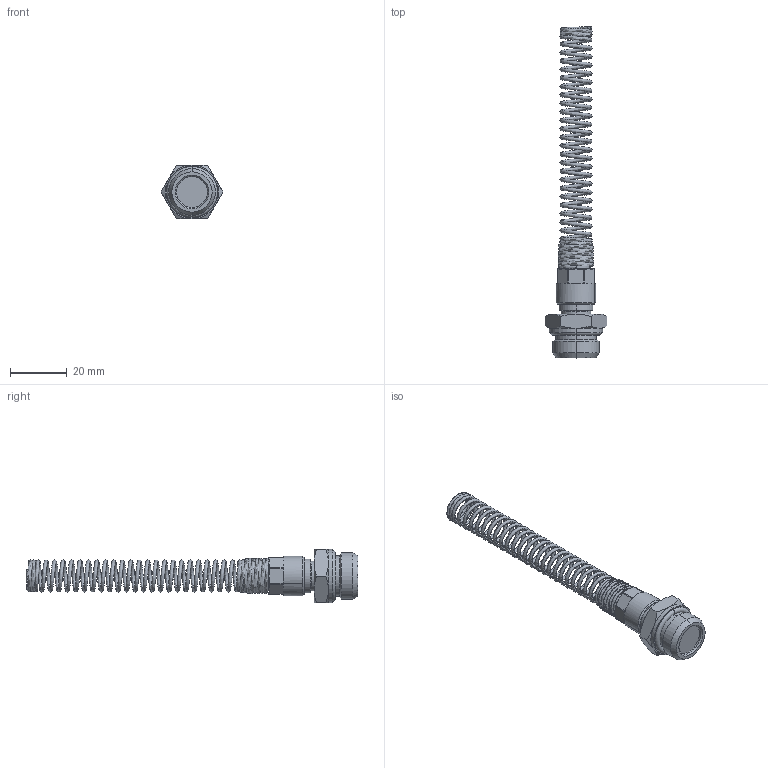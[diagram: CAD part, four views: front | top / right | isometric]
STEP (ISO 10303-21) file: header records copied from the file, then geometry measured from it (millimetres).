
FILE_DESCRIPTION (( 'STEP AP214' ), '1' );
FILE_NAME ('0102800007.step', '2012-09-28T13:20:33', ( '' ), ( '' ), 'SwSTEP 2.0', 'SolidWorks 2012', '' );
FILE_SCHEMA (( 'AUTOMOTIVE_DESIGN' ));
Length unit declared in the file: millimetre
Products named in the file (1): 0102800007
Bounding box: 21.94 x 117.5 x 19 mm (x, y, z)
Volume: 8085 mm3; surface area: 8654.8 mm2
Topology: 4 solids, 4 shells, 125 faces, 276 edges, 165 vertices
Faces by surface type: cone 46, cylinder 37, plane 28, torus 10, bspline 4
Entity records: 21380 total; most frequent: CARTESIAN_POINT 17288, DIRECTION 552, ORIENTED_EDGE 552, EDGE_CURVE 276, AXIS2_PLACEMENT_3D 234, VERTEX_POINT 165, EDGE_LOOP 135, UNCERTAINTY_MEASURE_WITH_UNIT 131
